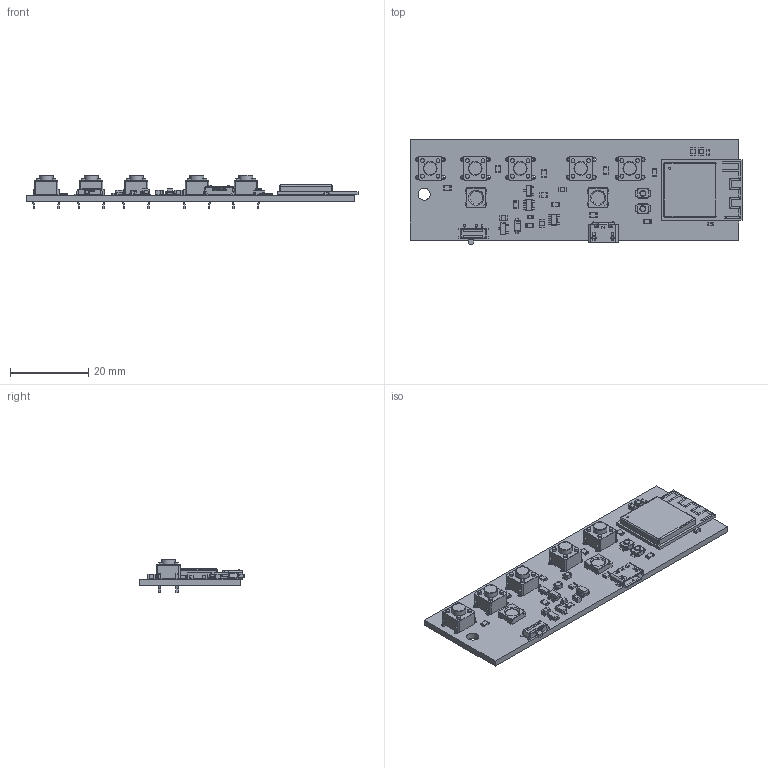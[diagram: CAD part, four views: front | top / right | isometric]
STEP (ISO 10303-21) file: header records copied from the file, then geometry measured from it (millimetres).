
FILE_DESCRIPTION(('KiCad electronic assembly'),'2;1');
FILE_NAME('Little_Helper.step','2024-06-24T01:18:13',('Pcbnew'),('Kicad' ),'Open CASCADE STEP processor 7.6','KiCad to STEP converter', 'Unknown');
FILE_SCHEMA(('AUTOMOTIVE_DESIGN { 1 0 10303 214 1 1 1 1 }'));
Length unit declared in the file: millimetre
Products named in the file (33): Little_Helper 1; 1050171001; ESP32-S3-MINI-1-N8; LED_0603_1608Metric; R_0805_2012Metric; C_0805_2012Metric; SW_SPST_B3U-1000P; SW_PUSH_6mm_H5mm; SW_PUSH_6mm_h5mm; C_0603_1608Metric; LED_WS2812B_PLCC4_5.0x5.0mm_P3.2mm; LED_WS2812B_PLCC4_50x50mm_P32mm; SOT-23; SOT_23; sot_23; Chamfer002; Pad_(Mirror_#2); Array001; Array; SW_SPDT_PCM12; Fusion_sp; SOT-23-5; SOT_23_5; D_SOD-123; D_SOD_123; Little_Helper_PCB
Assembly tree (54 placements, depth 3):
  Little_Helper 1
    1050171001
      1050171001
    ESP32-S3-MINI-1-N8
      ESP32-S3-MINI-1-N8
    LED_0603_1608Metric
      LED_0603_1608Metric
    R_0805_2012Metric  x10
      R_0805_2012Metric
    C_0805_2012Metric  x6
      C_0805_2012Metric
    SW_SPST_B3U-1000P  x2
      SW_SPST_B3U-1000P
    SW_PUSH_6mm_H5mm  x5
      SW_PUSH_6mm_h5mm
    C_0603_1608Metric  x2
      C_0603_1608Metric
    LED_WS2812B_PLCC4_5.0x5.0mm_P3.2mm  x2
      LED_WS2812B_PLCC4_50x50mm_P32mm
    SOT-23
      SOT_23
    sot_23
      Chamfer002
      Pad_(Mirror_#2)
      Array001
      Array
    SW_SPDT_PCM12
      Fusion_sp
    SOT-23-5  x2
      SOT_23_5
    D_SOD-123
      D_SOD_123
    Little_Helper_PCB
Bounding box: 84.83 x 26.66 x 8.5 mm (x, y, z)
Volume: 4649.5 mm3; surface area: 8161.6 mm2
Topology: 137 solids, 137 shells, 3760 faces, 9607 edges, 6235 vertices
Faces by surface type: plane 2609, cylinder 950, bspline 120, torus 39, sphere 38, cone 4
Full cylindrical faces by diameter (mm): 0.8 x2, 0.85 x2, 0.9 x2, 1 x20, 1.1 x20, 1.5 x2, 3.1 x1, 3.333 x2, 3.5 x5
Entity records: 82758 total; most frequent: CARTESIAN_POINT 14023, ORIENTED_EDGE 12526, DIRECTION 12182, EDGE_CURVE 6263, LINE 5208, VECTOR 5208, VERTEX_POINT 4024, AXIS2_PLACEMENT_3D 3487
